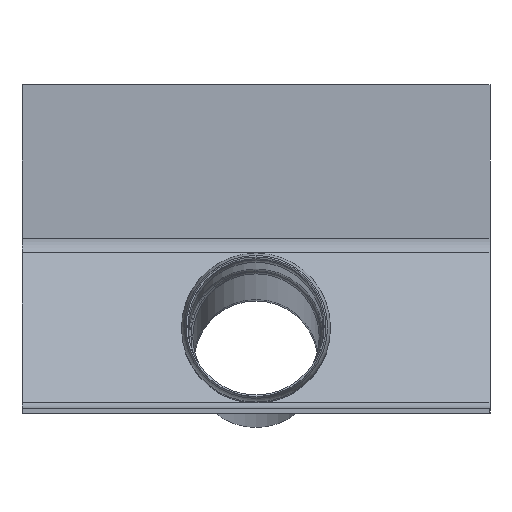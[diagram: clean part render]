
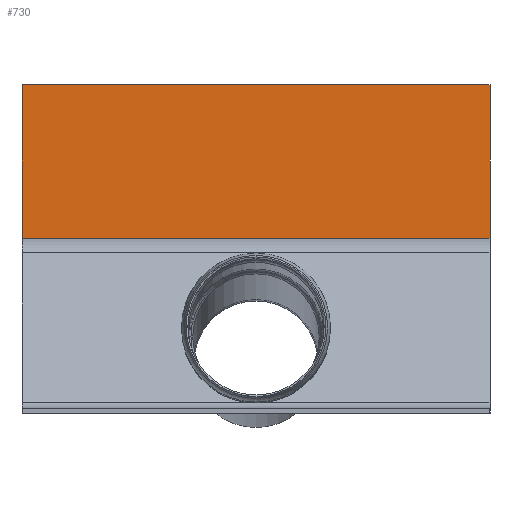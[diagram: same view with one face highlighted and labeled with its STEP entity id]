
A CAD part, left-side view. The second image highlights one B-rep face of the part: STEP entity #730.
In plain terms, the highlighted planar face has unit normal (-1, 0, 0).
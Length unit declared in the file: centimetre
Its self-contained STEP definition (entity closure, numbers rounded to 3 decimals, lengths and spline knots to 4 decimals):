
#38=PLANE('',#827);
#70=LINE('',#1220,#111);
#84=LINE('',#1259,#125);
#95=LINE('',#1291,#136);
#96=LINE('',#1293,#137);
#111=VECTOR('',#1001,1.);
#125=VECTOR('',#1027,1.);
#136=VECTOR('',#1056,1.);
#137=VECTOR('',#1059,1.);
#177=FACE_OUTER_BOUND('',#218,.T.);
#218=EDGE_LOOP('',(#635,#636,#637,#638));
#322=VERTEX_POINT('',#1217);
#323=VERTEX_POINT('',#1219);
#341=VERTEX_POINT('',#1256);
#342=VERTEX_POINT('',#1258);
#414=EDGE_CURVE('',#323,#322,#70,.T.);
#433=EDGE_CURVE('',#342,#341,#84,.T.);
#446=EDGE_CURVE('',#323,#341,#95,.T.);
#447=EDGE_CURVE('',#322,#342,#96,.T.);
#635=ORIENTED_EDGE('',*,*,#433,.T.);
#636=ORIENTED_EDGE('',*,*,#446,.F.);
#637=ORIENTED_EDGE('',*,*,#414,.T.);
#638=ORIENTED_EDGE('',*,*,#447,.T.);
#730=ADVANCED_FACE('',(#177),#38,.T.);
#827=AXIS2_PLACEMENT_3D('',#1292,#1057,#1058);
#1001=DIRECTION('',(0.,0.,-1.));
#1027=DIRECTION('',(0.,0.,1.));
#1056=DIRECTION('',(0.,-1.,0.));
#1057=DIRECTION('center_axis',(-1.,0.,0.));
#1058=DIRECTION('ref_axis',(0.,-1.,0.));
#1059=DIRECTION('',(0.,-1.,0.));
#1217=CARTESIAN_POINT('',(321.,185.,138.2843));
#1219=CARTESIAN_POINT('',(321.,185.,260.));
#1220=CARTESIAN_POINT('',(321.,185.,260.));
#1256=CARTESIAN_POINT('',(321.,-185.,260.));
#1258=CARTESIAN_POINT('',(321.,-185.,138.2843));
#1259=CARTESIAN_POINT('',(321.,-185.,260.));
#1291=CARTESIAN_POINT('',(321.,185.,260.));
#1292=CARTESIAN_POINT('Origin',(321.,185.,138.2843));
#1293=CARTESIAN_POINT('',(321.,185.,138.2843));
